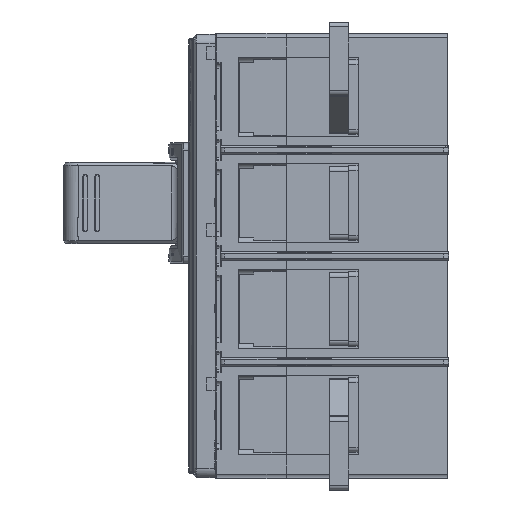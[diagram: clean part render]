
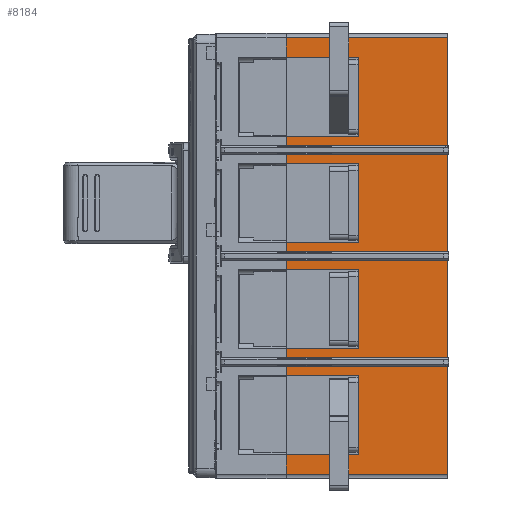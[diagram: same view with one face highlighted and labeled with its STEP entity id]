
A CAD part, left-side view. The second image highlights one B-rep face of the part: STEP entity #8184.
In plain terms, the highlighted planar face has unit normal (-1, 0, 0).
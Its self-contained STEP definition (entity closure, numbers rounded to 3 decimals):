
#5011=FACE_OUTER_BOUND('',#14640,.T.);
#8184=ADVANCED_FACE('',(#5011),#10539,.T.);
#10539=PLANE('',#63654);
#14640=EDGE_LOOP('',(#30576,#30577,#30578,#30579,#30580,#30581,#30582,#30583,
#30584,#30585,#30586,#30587,#30588,#30589,#30590,#30591,#30592,#30593,#30594,
#30595,#30596,#30597,#30598,#30599,#30600,#30601,#30602,#30603,#30604,#30605,
#30606,#30607));
#30576=ORIENTED_EDGE('',*,*,#46199,.T.);
#30577=ORIENTED_EDGE('',*,*,#46126,.T.);
#30578=ORIENTED_EDGE('',*,*,#46200,.F.);
#30579=ORIENTED_EDGE('',*,*,#46201,.F.);
#30580=ORIENTED_EDGE('',*,*,#46202,.T.);
#30581=ORIENTED_EDGE('',*,*,#46203,.T.);
#30582=ORIENTED_EDGE('',*,*,#46204,.T.);
#30583=ORIENTED_EDGE('',*,*,#46205,.F.);
#30584=ORIENTED_EDGE('',*,*,#46206,.T.);
#30585=ORIENTED_EDGE('',*,*,#46169,.F.);
#30586=ORIENTED_EDGE('',*,*,#46207,.F.);
#30587=ORIENTED_EDGE('',*,*,#46208,.F.);
#30588=ORIENTED_EDGE('',*,*,#46209,.T.);
#30589=ORIENTED_EDGE('',*,*,#46210,.T.);
#30590=ORIENTED_EDGE('',*,*,#46211,.T.);
#30591=ORIENTED_EDGE('',*,*,#46212,.F.);
#30592=ORIENTED_EDGE('',*,*,#46213,.T.);
#30593=ORIENTED_EDGE('',*,*,#46173,.F.);
#30594=ORIENTED_EDGE('',*,*,#46214,.F.);
#30595=ORIENTED_EDGE('',*,*,#46215,.F.);
#30596=ORIENTED_EDGE('',*,*,#46216,.T.);
#30597=ORIENTED_EDGE('',*,*,#46217,.T.);
#30598=ORIENTED_EDGE('',*,*,#46218,.T.);
#30599=ORIENTED_EDGE('',*,*,#46219,.F.);
#30600=ORIENTED_EDGE('',*,*,#46220,.T.);
#30601=ORIENTED_EDGE('',*,*,#46177,.F.);
#30602=ORIENTED_EDGE('',*,*,#46221,.F.);
#30603=ORIENTED_EDGE('',*,*,#46222,.F.);
#30604=ORIENTED_EDGE('',*,*,#46223,.F.);
#30605=ORIENTED_EDGE('',*,*,#46224,.F.);
#30606=ORIENTED_EDGE('',*,*,#46225,.T.);
#30607=ORIENTED_EDGE('',*,*,#46226,.F.);
#38248=VERTEX_POINT('',#102894);
#38249=VERTEX_POINT('',#102895);
#38288=VERTEX_POINT('',#102983);
#38289=VERTEX_POINT('',#102984);
#38292=VERTEX_POINT('',#102992);
#38293=VERTEX_POINT('',#102993);
#38296=VERTEX_POINT('',#103001);
#38297=VERTEX_POINT('',#103002);
#38316=VERTEX_POINT('',#103049);
#38317=VERTEX_POINT('',#103051);
#38318=VERTEX_POINT('',#103053);
#38319=VERTEX_POINT('',#103055);
#38320=VERTEX_POINT('',#103057);
#38321=VERTEX_POINT('',#103059);
#38322=VERTEX_POINT('',#103061);
#38323=VERTEX_POINT('',#103064);
#38324=VERTEX_POINT('',#103066);
#38325=VERTEX_POINT('',#103068);
#38326=VERTEX_POINT('',#103070);
#38327=VERTEX_POINT('',#103072);
#38328=VERTEX_POINT('',#103074);
#38329=VERTEX_POINT('',#103077);
#38330=VERTEX_POINT('',#103079);
#38331=VERTEX_POINT('',#103081);
#38332=VERTEX_POINT('',#103083);
#38333=VERTEX_POINT('',#103085);
#38334=VERTEX_POINT('',#103087);
#38335=VERTEX_POINT('',#103090);
#38336=VERTEX_POINT('',#103092);
#38337=VERTEX_POINT('',#103094);
#38338=VERTEX_POINT('',#103096);
#38339=VERTEX_POINT('',#103098);
#46126=EDGE_CURVE('',#38248,#38249,#52247,.T.);
#46169=EDGE_CURVE('',#38288,#38289,#52276,.T.);
#46173=EDGE_CURVE('',#38292,#38293,#52279,.T.);
#46177=EDGE_CURVE('',#38296,#38297,#52282,.T.);
#46199=EDGE_CURVE('',#38316,#38248,#52300,.T.);
#46200=EDGE_CURVE('',#38317,#38249,#52301,.T.);
#46201=EDGE_CURVE('',#38318,#38317,#52302,.T.);
#46202=EDGE_CURVE('',#38318,#38319,#52303,.T.);
#46203=EDGE_CURVE('',#38319,#38320,#52304,.T.);
#46204=EDGE_CURVE('',#38320,#38321,#52305,.T.);
#46205=EDGE_CURVE('',#38322,#38321,#52306,.T.);
#46206=EDGE_CURVE('',#38322,#38289,#52307,.T.);
#46207=EDGE_CURVE('',#38323,#38288,#52308,.T.);
#46208=EDGE_CURVE('',#38324,#38323,#52309,.T.);
#46209=EDGE_CURVE('',#38324,#38325,#52310,.T.);
#46210=EDGE_CURVE('',#38325,#38326,#52311,.T.);
#46211=EDGE_CURVE('',#38326,#38327,#52312,.T.);
#46212=EDGE_CURVE('',#38328,#38327,#52313,.T.);
#46213=EDGE_CURVE('',#38328,#38293,#52314,.T.);
#46214=EDGE_CURVE('',#38329,#38292,#52315,.T.);
#46215=EDGE_CURVE('',#38330,#38329,#52316,.T.);
#46216=EDGE_CURVE('',#38330,#38331,#52317,.T.);
#46217=EDGE_CURVE('',#38331,#38332,#52318,.T.);
#46218=EDGE_CURVE('',#38332,#38333,#52319,.T.);
#46219=EDGE_CURVE('',#38334,#38333,#52320,.T.);
#46220=EDGE_CURVE('',#38334,#38297,#52321,.T.);
#46221=EDGE_CURVE('',#38335,#38296,#52322,.T.);
#46222=EDGE_CURVE('',#38336,#38335,#52323,.T.);
#46223=EDGE_CURVE('',#38337,#38336,#52324,.T.);
#46224=EDGE_CURVE('',#38338,#38337,#52325,.T.);
#46225=EDGE_CURVE('',#38338,#38339,#52326,.T.);
#46226=EDGE_CURVE('',#38316,#38339,#52327,.T.);
#52247=LINE('',#102893,#58325);
#52276=LINE('',#102982,#58354);
#52279=LINE('',#102991,#58357);
#52282=LINE('',#103000,#58360);
#52300=LINE('',#103048,#58378);
#52301=LINE('',#103050,#58379);
#52302=LINE('',#103052,#58380);
#52303=LINE('',#103054,#58381);
#52304=LINE('',#103056,#58382);
#52305=LINE('',#103058,#58383);
#52306=LINE('',#103060,#58384);
#52307=LINE('',#103062,#58385);
#52308=LINE('',#103063,#58386);
#52309=LINE('',#103065,#58387);
#52310=LINE('',#103067,#58388);
#52311=LINE('',#103069,#58389);
#52312=LINE('',#103071,#58390);
#52313=LINE('',#103073,#58391);
#52314=LINE('',#103075,#58392);
#52315=LINE('',#103076,#58393);
#52316=LINE('',#103078,#58394);
#52317=LINE('',#103080,#58395);
#52318=LINE('',#103082,#58396);
#52319=LINE('',#103084,#58397);
#52320=LINE('',#103086,#58398);
#52321=LINE('',#103088,#58399);
#52322=LINE('',#103089,#58400);
#52323=LINE('',#103091,#58401);
#52324=LINE('',#103093,#58402);
#52325=LINE('',#103095,#58403);
#52326=LINE('',#103097,#58404);
#52327=LINE('',#103099,#58405);
#58325=VECTOR('',#77238,1.);
#58354=VECTOR('',#77307,1.);
#58357=VECTOR('',#77314,1.);
#58360=VECTOR('',#77321,1.);
#58378=VECTOR('',#77359,1.);
#58379=VECTOR('',#77360,1.);
#58380=VECTOR('',#77361,1.);
#58381=VECTOR('',#77362,1.);
#58382=VECTOR('',#77363,1.);
#58383=VECTOR('',#77364,1.);
#58384=VECTOR('',#77365,1.);
#58385=VECTOR('',#77366,1.);
#58386=VECTOR('',#77367,1.);
#58387=VECTOR('',#77368,1.);
#58388=VECTOR('',#77369,1.);
#58389=VECTOR('',#77370,1.);
#58390=VECTOR('',#77371,1.);
#58391=VECTOR('',#77372,1.);
#58392=VECTOR('',#77373,1.);
#58393=VECTOR('',#77374,1.);
#58394=VECTOR('',#77375,1.);
#58395=VECTOR('',#77376,1.);
#58396=VECTOR('',#77377,1.);
#58397=VECTOR('',#77378,1.);
#58398=VECTOR('',#77379,1.);
#58399=VECTOR('',#77380,1.);
#58400=VECTOR('',#77381,1.);
#58401=VECTOR('',#77382,1.);
#58402=VECTOR('',#77383,1.);
#58403=VECTOR('',#77384,1.);
#58404=VECTOR('',#77385,1.);
#58405=VECTOR('',#77386,1.);
#63654=AXIS2_PLACEMENT_3D('',#103100,#77387,#77388);
#77238=DIRECTION('',(0.,0.,1.));
#77307=DIRECTION('',(0.,0.,1.));
#77314=DIRECTION('',(0.,0.,1.));
#77321=DIRECTION('',(0.,0.,1.));
#77359=DIRECTION('',(0.,-1.,0.));
#77360=DIRECTION('',(0.,-1.,0.));
#77361=DIRECTION('',(0.,0.,1.));
#77362=DIRECTION('',(0.,-1.,0.));
#77363=DIRECTION('',(0.,0.,-1.));
#77364=DIRECTION('',(0.,1.,0.));
#77365=DIRECTION('',(0.,0.,1.));
#77366=DIRECTION('',(0.,-1.,0.));
#77367=DIRECTION('',(0.,-1.,0.));
#77368=DIRECTION('',(0.,0.,1.));
#77369=DIRECTION('',(0.,-1.,0.));
#77370=DIRECTION('',(0.,0.,-1.));
#77371=DIRECTION('',(0.,1.,0.));
#77372=DIRECTION('',(0.,0.,1.));
#77373=DIRECTION('',(0.,-1.,0.));
#77374=DIRECTION('',(0.,-1.,0.));
#77375=DIRECTION('',(0.,0.,1.));
#77376=DIRECTION('',(0.,-1.,0.));
#77377=DIRECTION('',(0.,0.,-1.));
#77378=DIRECTION('',(0.,1.,0.));
#77379=DIRECTION('',(0.,0.,1.));
#77380=DIRECTION('',(0.,-1.,0.));
#77381=DIRECTION('',(0.,-1.,0.));
#77382=DIRECTION('',(0.,0.,1.));
#77383=DIRECTION('',(0.,1.,0.));
#77384=DIRECTION('',(0.,0.,1.));
#77385=DIRECTION('',(0.,1.,0.));
#77386=DIRECTION('',(0.,0.,1.));
#77387=DIRECTION('',(-1.,0.,0.));
#77388=DIRECTION('',(0.,0.,1.));
#102893=CARTESIAN_POINT('',(-128.5,-105.,4.));
#102894=CARTESIAN_POINT('',(-128.5,-105.,1.75));
#102895=CARTESIAN_POINT('',(-128.5,-105.,183.25));
#102982=CARTESIAN_POINT('',(-128.5,-104.,4.));
#102983=CARTESIAN_POINT('',(-128.5,-104.,134.75));
#102984=CARTESIAN_POINT('',(-128.5,-104.,138.25));
#102991=CARTESIAN_POINT('',(-128.5,-104.,4.));
#102992=CARTESIAN_POINT('',(-128.5,-104.,90.75));
#102993=CARTESIAN_POINT('',(-128.5,-104.,94.25));
#103000=CARTESIAN_POINT('',(-128.5,-104.,4.));
#103001=CARTESIAN_POINT('',(-128.5,-104.,46.75));
#103002=CARTESIAN_POINT('',(-128.5,-104.,50.25));
#103048=CARTESIAN_POINT('',(-128.5,-38.,1.75));
#103049=CARTESIAN_POINT('',(-128.5,-38.,1.75));
#103050=CARTESIAN_POINT('',(-128.5,-38.,183.25));
#103051=CARTESIAN_POINT('',(-128.5,-38.,183.25));
#103052=CARTESIAN_POINT('',(-128.5,-38.,175.));
#103053=CARTESIAN_POINT('',(-128.5,-38.,175.));
#103054=CARTESIAN_POINT('',(-128.5,-38.,175.));
#103055=CARTESIAN_POINT('',(-128.5,-68.,175.));
#103056=CARTESIAN_POINT('',(-128.5,-68.,175.));
#103057=CARTESIAN_POINT('',(-128.5,-68.,142.));
#103058=CARTESIAN_POINT('',(-128.5,-68.,142.));
#103059=CARTESIAN_POINT('',(-128.5,-38.,142.));
#103060=CARTESIAN_POINT('',(-128.5,-38.,131.));
#103061=CARTESIAN_POINT('',(-128.5,-38.,138.25));
#103062=CARTESIAN_POINT('',(-128.5,-38.,138.25));
#103063=CARTESIAN_POINT('',(-128.5,-38.,134.75));
#103064=CARTESIAN_POINT('',(-128.5,-38.,134.75));
#103065=CARTESIAN_POINT('',(-128.5,-38.,131.));
#103066=CARTESIAN_POINT('',(-128.5,-38.,131.));
#103067=CARTESIAN_POINT('',(-128.5,-38.,131.));
#103068=CARTESIAN_POINT('',(-128.5,-68.,131.));
#103069=CARTESIAN_POINT('',(-128.5,-68.,131.));
#103070=CARTESIAN_POINT('',(-128.5,-68.,98.));
#103071=CARTESIAN_POINT('',(-128.5,-68.,98.));
#103072=CARTESIAN_POINT('',(-128.5,-38.,98.));
#103073=CARTESIAN_POINT('',(-128.5,-38.,87.));
#103074=CARTESIAN_POINT('',(-128.5,-38.,94.25));
#103075=CARTESIAN_POINT('',(-128.5,-38.,94.25));
#103076=CARTESIAN_POINT('',(-128.5,-38.,90.75));
#103077=CARTESIAN_POINT('',(-128.5,-38.,90.75));
#103078=CARTESIAN_POINT('',(-128.5,-38.,87.));
#103079=CARTESIAN_POINT('',(-128.5,-38.,87.));
#103080=CARTESIAN_POINT('',(-128.5,-38.,87.));
#103081=CARTESIAN_POINT('',(-128.5,-68.,87.));
#103082=CARTESIAN_POINT('',(-128.5,-68.,87.));
#103083=CARTESIAN_POINT('',(-128.5,-68.,54.));
#103084=CARTESIAN_POINT('',(-128.5,-68.,54.));
#103085=CARTESIAN_POINT('',(-128.5,-38.,54.));
#103086=CARTESIAN_POINT('',(-128.5,-38.,47.3));
#103087=CARTESIAN_POINT('',(-128.5,-38.,50.25));
#103088=CARTESIAN_POINT('',(-128.5,-38.,50.25));
#103089=CARTESIAN_POINT('',(-128.5,-38.,46.75));
#103090=CARTESIAN_POINT('',(-128.5,-38.,46.75));
#103091=CARTESIAN_POINT('',(-128.5,-38.,47.3));
#103092=CARTESIAN_POINT('',(-128.5,-38.,43.));
#103093=CARTESIAN_POINT('',(-128.5,-68.,43.));
#103094=CARTESIAN_POINT('',(-128.5,-68.,43.));
#103095=CARTESIAN_POINT('',(-128.5,-68.,10.));
#103096=CARTESIAN_POINT('',(-128.5,-68.,10.));
#103097=CARTESIAN_POINT('',(-128.5,-68.,10.));
#103098=CARTESIAN_POINT('',(-128.5,-38.,10.));
#103099=CARTESIAN_POINT('',(-128.5,-38.,3.3));
#103100=CARTESIAN_POINT('',(-128.5,-104.5,4.));
